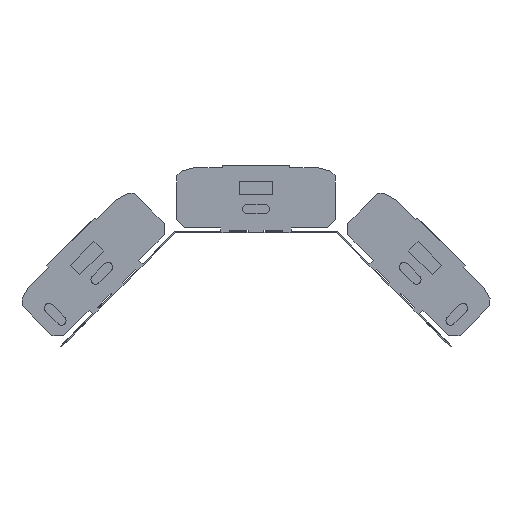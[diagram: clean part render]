
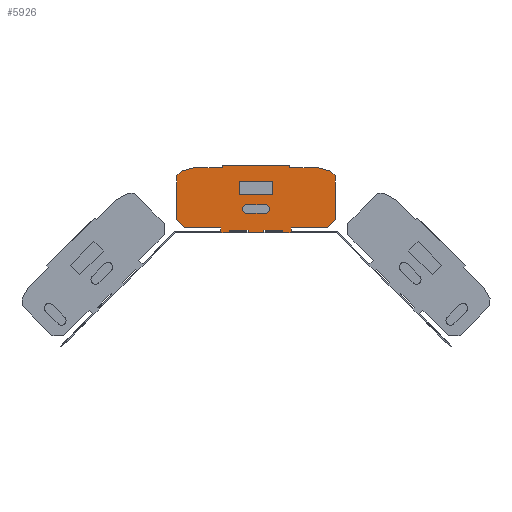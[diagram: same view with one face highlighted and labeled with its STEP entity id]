
A CAD part, left-side view. The second image highlights one B-rep face of the part: STEP entity #5926.
In plain terms, the highlighted planar face has unit normal (-1, 0, 0).
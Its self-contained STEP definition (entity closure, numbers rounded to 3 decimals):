
#116=FACE_OUTER_BOUND('',#378,.T.);
#378=EDGE_LOOP('',(#4541,#4542,#4543,#4544,#4545,#4546,#4547,#4548,#4549,
#4550,#4551,#4552,#4553,#4554,#4555,#4556,#4557,#4558,#4559,#4560,#4561,
#4562,#4563,#4564,#4565,#4566));
#728=LINE('',#8366,#1592);
#732=LINE('',#8374,#1596);
#736=LINE('',#8382,#1600);
#1047=LINE('',#8965,#1911);
#1050=LINE('',#8971,#1914);
#1051=LINE('',#8973,#1915);
#1052=LINE('',#8975,#1916);
#1053=LINE('',#8977,#1917);
#1054=LINE('',#8979,#1918);
#1055=LINE('',#8981,#1919);
#1056=LINE('',#8983,#1920);
#1057=LINE('',#8985,#1921);
#1058=LINE('',#8987,#1922);
#1059=LINE('',#8989,#1923);
#1060=LINE('',#8991,#1924);
#1061=LINE('',#8993,#1925);
#1062=LINE('',#8995,#1926);
#1063=LINE('',#8997,#1927);
#1064=LINE('',#8999,#1928);
#1065=LINE('',#9001,#1929);
#1066=LINE('',#9002,#1930);
#1067=LINE('',#9004,#1931);
#1068=LINE('',#9006,#1932);
#1069=LINE('',#9007,#1933);
#1070=LINE('',#9009,#1934);
#1071=LINE('',#9010,#1935);
#1592=VECTOR('',#6759,1.);
#1596=VECTOR('',#6763,1.);
#1600=VECTOR('',#6767,1.);
#1911=VECTOR('',#7154,1.);
#1914=VECTOR('',#7159,1.);
#1915=VECTOR('',#7160,1.);
#1916=VECTOR('',#7161,1.);
#1917=VECTOR('',#7162,1.);
#1918=VECTOR('',#7163,1.);
#1919=VECTOR('',#7164,1.);
#1920=VECTOR('',#7165,1.);
#1921=VECTOR('',#7166,1.);
#1922=VECTOR('',#7167,1.);
#1923=VECTOR('',#7168,1.);
#1924=VECTOR('',#7169,1.);
#1925=VECTOR('',#7170,1.);
#1926=VECTOR('',#7171,1.);
#1927=VECTOR('',#7172,1.);
#1928=VECTOR('',#7173,1.);
#1929=VECTOR('',#7174,1.);
#1930=VECTOR('',#7175,1.);
#1931=VECTOR('',#7176,1.);
#1932=VECTOR('',#7177,1.);
#1933=VECTOR('',#7178,1.);
#1934=VECTOR('',#7179,1.);
#1935=VECTOR('',#7180,1.);
#2522=VERTEX_POINT('',#8363);
#2523=VERTEX_POINT('',#8365);
#2526=VERTEX_POINT('',#8371);
#2527=VERTEX_POINT('',#8373);
#2530=VERTEX_POINT('',#8379);
#2531=VERTEX_POINT('',#8381);
#2765=VERTEX_POINT('',#8964);
#2767=VERTEX_POINT('',#8970);
#2768=VERTEX_POINT('',#8972);
#2769=VERTEX_POINT('',#8974);
#2770=VERTEX_POINT('',#8976);
#2771=VERTEX_POINT('',#8978);
#2772=VERTEX_POINT('',#8980);
#2773=VERTEX_POINT('',#8982);
#2774=VERTEX_POINT('',#8984);
#2775=VERTEX_POINT('',#8986);
#2776=VERTEX_POINT('',#8988);
#2777=VERTEX_POINT('',#8990);
#2778=VERTEX_POINT('',#8992);
#2779=VERTEX_POINT('',#8994);
#2780=VERTEX_POINT('',#8996);
#2781=VERTEX_POINT('',#8998);
#2782=VERTEX_POINT('',#9000);
#2783=VERTEX_POINT('',#9003);
#2784=VERTEX_POINT('',#9005);
#2785=VERTEX_POINT('',#9008);
#3184=EDGE_CURVE('',#2522,#2523,#728,.T.);
#3188=EDGE_CURVE('',#2526,#2527,#732,.T.);
#3192=EDGE_CURVE('',#2530,#2531,#736,.T.);
#3503=EDGE_CURVE('',#2765,#2523,#1047,.T.);
#3506=EDGE_CURVE('',#2522,#2767,#1050,.T.);
#3507=EDGE_CURVE('',#2768,#2767,#1051,.T.);
#3508=EDGE_CURVE('',#2769,#2768,#1052,.T.);
#3509=EDGE_CURVE('',#2770,#2769,#1053,.T.);
#3510=EDGE_CURVE('',#2771,#2770,#1054,.T.);
#3511=EDGE_CURVE('',#2772,#2771,#1055,.T.);
#3512=EDGE_CURVE('',#2772,#2773,#1056,.T.);
#3513=EDGE_CURVE('',#2773,#2774,#1057,.T.);
#3514=EDGE_CURVE('',#2774,#2775,#1058,.T.);
#3515=EDGE_CURVE('',#2776,#2775,#1059,.T.);
#3516=EDGE_CURVE('',#2776,#2777,#1060,.T.);
#3517=EDGE_CURVE('',#2777,#2778,#1061,.T.);
#3518=EDGE_CURVE('',#2778,#2779,#1062,.T.);
#3519=EDGE_CURVE('',#2779,#2780,#1063,.T.);
#3520=EDGE_CURVE('',#2780,#2781,#1064,.T.);
#3521=EDGE_CURVE('',#2781,#2782,#1065,.T.);
#3522=EDGE_CURVE('',#2531,#2782,#1066,.T.);
#3523=EDGE_CURVE('',#2783,#2530,#1067,.T.);
#3524=EDGE_CURVE('',#2784,#2783,#1068,.T.);
#3525=EDGE_CURVE('',#2527,#2784,#1069,.T.);
#3526=EDGE_CURVE('',#2526,#2785,#1070,.T.);
#3527=EDGE_CURVE('',#2765,#2785,#1071,.T.);
#4541=ORIENTED_EDGE('',*,*,#3503,.T.);
#4542=ORIENTED_EDGE('',*,*,#3184,.F.);
#4543=ORIENTED_EDGE('',*,*,#3506,.T.);
#4544=ORIENTED_EDGE('',*,*,#3507,.F.);
#4545=ORIENTED_EDGE('',*,*,#3508,.F.);
#4546=ORIENTED_EDGE('',*,*,#3509,.F.);
#4547=ORIENTED_EDGE('',*,*,#3510,.F.);
#4548=ORIENTED_EDGE('',*,*,#3511,.F.);
#4549=ORIENTED_EDGE('',*,*,#3512,.T.);
#4550=ORIENTED_EDGE('',*,*,#3513,.T.);
#4551=ORIENTED_EDGE('',*,*,#3514,.T.);
#4552=ORIENTED_EDGE('',*,*,#3515,.F.);
#4553=ORIENTED_EDGE('',*,*,#3516,.T.);
#4554=ORIENTED_EDGE('',*,*,#3517,.T.);
#4555=ORIENTED_EDGE('',*,*,#3518,.T.);
#4556=ORIENTED_EDGE('',*,*,#3519,.T.);
#4557=ORIENTED_EDGE('',*,*,#3520,.T.);
#4558=ORIENTED_EDGE('',*,*,#3521,.T.);
#4559=ORIENTED_EDGE('',*,*,#3522,.F.);
#4560=ORIENTED_EDGE('',*,*,#3192,.F.);
#4561=ORIENTED_EDGE('',*,*,#3523,.F.);
#4562=ORIENTED_EDGE('',*,*,#3524,.F.);
#4563=ORIENTED_EDGE('',*,*,#3525,.F.);
#4564=ORIENTED_EDGE('',*,*,#3188,.F.);
#4565=ORIENTED_EDGE('',*,*,#3526,.T.);
#4566=ORIENTED_EDGE('',*,*,#3527,.F.);
#5664=PLANE('',#6285);
#5926=ADVANCED_FACE('',(#116),#5664,.F.);
#6285=AXIS2_PLACEMENT_3D('',#8969,#7157,#7158);
#6759=DIRECTION('',(0.,1.,0.));
#6763=DIRECTION('',(0.,1.,0.));
#6767=DIRECTION('',(0.,1.,0.));
#7154=DIRECTION('',(0.,0.,-1.));
#7157=DIRECTION('center_axis',(1.,0.,0.));
#7158=DIRECTION('ref_axis',(0.,1.,0.));
#7159=DIRECTION('',(0.,0.,1.));
#7160=DIRECTION('',(0.,1.,0.));
#7161=DIRECTION('',(0.,0.707,-0.707));
#7162=DIRECTION('',(0.,0.,-1.));
#7163=DIRECTION('',(0.,-0.707,-0.707));
#7164=DIRECTION('',(0.,-0.966,-0.259));
#7165=DIRECTION('',(0.,1.,0.));
#7166=DIRECTION('',(0.,0.,1.));
#7167=DIRECTION('',(0.,1.,0.));
#7168=DIRECTION('',(0.,0.,1.));
#7169=DIRECTION('',(0.,1.,0.));
#7170=DIRECTION('',(0.,0.966,-0.259));
#7171=DIRECTION('',(0.,0.707,-0.707));
#7172=DIRECTION('',(0.,0.,-1.));
#7173=DIRECTION('',(0.,-0.707,-0.707));
#7174=DIRECTION('',(0.,-1.,0.));
#7175=DIRECTION('',(0.,0.,1.));
#7176=DIRECTION('',(0.,0.,-1.));
#7177=DIRECTION('',(0.,1.,0.));
#7178=DIRECTION('',(0.,0.,1.));
#7179=DIRECTION('',(0.,0.,1.));
#7180=DIRECTION('',(0.,1.,0.));
#8363=CARTESIAN_POINT('',(0.373,-25.744,0.));
#8365=CARTESIAN_POINT('',(0.373,-19.744,0.));
#8366=CARTESIAN_POINT('',(0.373,-72.044,0.));
#8371=CARTESIAN_POINT('',(0.373,-5.744,0.));
#8373=CARTESIAN_POINT('',(0.373,6.056,0.));
#8374=CARTESIAN_POINT('',(0.373,-72.044,0.));
#8379=CARTESIAN_POINT('',(0.373,20.056,0.));
#8381=CARTESIAN_POINT('',(0.373,26.056,0.));
#8382=CARTESIAN_POINT('',(0.373,-72.044,0.));
#8964=CARTESIAN_POINT('',(0.373,-19.744,1.793));
#8965=CARTESIAN_POINT('',(0.373,-19.744,24.944));
#8969=CARTESIAN_POINT('Origin',(0.373,-24.844,48.095));
#8970=CARTESIAN_POINT('',(0.373,-25.744,3.695));
#8971=CARTESIAN_POINT('',(0.373,-25.744,2.748));
#8972=CARTESIAN_POINT('',(0.373,-52.544,3.695));
#8973=CARTESIAN_POINT('',(0.373,-39.144,3.695));
#8974=CARTESIAN_POINT('',(0.373,-58.544,9.695));
#8975=CARTESIAN_POINT('',(0.373,-55.544,6.695));
#8976=CARTESIAN_POINT('',(0.373,-58.544,42.104));
#8977=CARTESIAN_POINT('',(0.373,-58.544,25.899));
#8978=CARTESIAN_POINT('',(0.373,-55.009,45.639));
#8979=CARTESIAN_POINT('',(0.373,-56.776,43.872));
#8980=CARTESIAN_POINT('',(0.373,-45.844,48.095));
#8981=CARTESIAN_POINT('',(0.373,-50.426,46.867));
#8982=CARTESIAN_POINT('',(0.373,-24.844,48.095));
#8983=CARTESIAN_POINT('',(0.373,-35.344,48.095));
#8984=CARTESIAN_POINT('',(0.373,-24.844,50.095));
#8985=CARTESIAN_POINT('',(0.373,-24.844,48.195));
#8986=CARTESIAN_POINT('',(0.373,25.156,50.095));
#8987=CARTESIAN_POINT('',(0.373,-12.344,50.095));
#8988=CARTESIAN_POINT('',(0.373,25.156,48.095));
#8989=CARTESIAN_POINT('',(0.373,25.156,48.195));
#8990=CARTESIAN_POINT('',(0.373,46.156,48.095));
#8991=CARTESIAN_POINT('',(0.373,35.656,48.095));
#8992=CARTESIAN_POINT('',(0.373,55.32,45.639));
#8993=CARTESIAN_POINT('',(0.373,50.738,46.867));
#8994=CARTESIAN_POINT('',(0.373,58.856,42.104));
#8995=CARTESIAN_POINT('',(0.373,57.088,43.872));
#8996=CARTESIAN_POINT('',(0.373,58.856,9.695));
#8997=CARTESIAN_POINT('',(0.373,58.856,25.899));
#8998=CARTESIAN_POINT('',(0.373,52.856,3.695));
#8999=CARTESIAN_POINT('',(0.373,55.856,6.695));
#9000=CARTESIAN_POINT('',(0.373,26.056,3.695));
#9001=CARTESIAN_POINT('',(0.373,39.456,3.695));
#9002=CARTESIAN_POINT('',(0.373,26.056,2.748));
#9003=CARTESIAN_POINT('',(0.373,20.056,1.793));
#9004=CARTESIAN_POINT('',(0.373,20.056,24.944));
#9005=CARTESIAN_POINT('',(0.373,6.056,1.793));
#9006=CARTESIAN_POINT('',(0.373,-18.794,1.793));
#9007=CARTESIAN_POINT('',(0.373,6.056,24.944));
#9008=CARTESIAN_POINT('',(0.373,-5.744,1.793));
#9009=CARTESIAN_POINT('',(0.373,-5.744,24.944));
#9010=CARTESIAN_POINT('',(0.373,-18.794,1.793));
